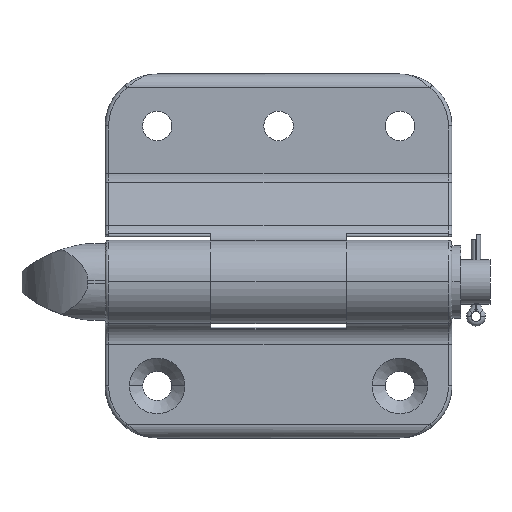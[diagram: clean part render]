
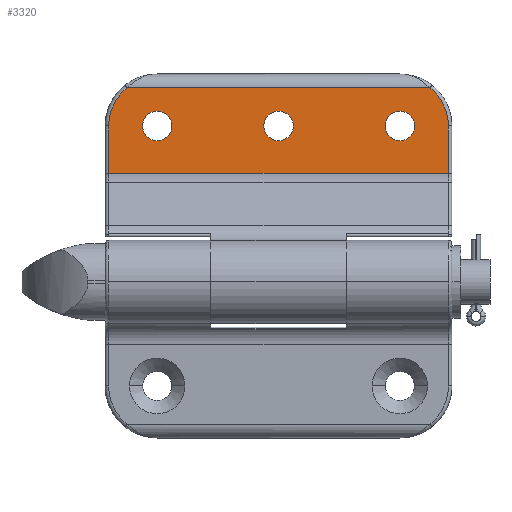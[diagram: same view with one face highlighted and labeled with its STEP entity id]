
A CAD part, top view. The second image highlights one B-rep face of the part: STEP entity #3320.
In plain terms, the highlighted planar face has unit normal (0, 0, 1).
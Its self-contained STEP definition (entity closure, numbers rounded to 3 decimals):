
#65 = LINE ( 'NONE', #136, #2159 ) ;
#136 = CARTESIAN_POINT ( 'NONE',  ( -50., 31.317, -7. ) ) ;
#171 = AXIS2_PLACEMENT_3D ( 'NONE', #2814, #446, #3591 ) ;
#178 = PLANE ( 'NONE',  #3324 ) ;
#189 = ORIENTED_EDGE ( 'NONE', *, *, #3872, .T. ) ;
#204 = DIRECTION ( 'NONE',  ( 0., 0., -1. ) ) ;
#331 = CARTESIAN_POINT ( 'NONE',  ( -39.25, 45., -7. ) ) ;
#354 = DIRECTION ( 'NONE',  ( 0., -1., 0. ) ) ;
#365 = CARTESIAN_POINT ( 'NONE',  ( -49., 45., -7. ) ) ;
#446 = DIRECTION ( 'NONE',  ( 0., 0., -1. ) ) ;
#457 = DIRECTION ( 'NONE',  ( 0., -1., 0. ) ) ;
#464 = DIRECTION ( 'NONE',  ( 0., -1., 0. ) ) ;
#706 = ORIENTED_EDGE ( 'NONE', *, *, #5225, .T. ) ;
#740 = CIRCLE ( 'NONE', #1218, 4.25 ) ;
#742 = LINE ( 'NONE', #5120, #2568 ) ;
#799 = CARTESIAN_POINT ( 'NONE',  ( -4.25, 45., -7. ) ) ;
#983 = EDGE_CURVE ( 'NONE', #3373, #1212, #740, .T. ) ;
#1030 = DIRECTION ( 'NONE',  ( 0., 0., 1. ) ) ;
#1036 = DIRECTION ( 'NONE',  ( 0., 0., -1. ) ) ;
#1039 = AXIS2_PLACEMENT_3D ( 'NONE', #2455, #5381, #354 ) ;
#1072 = CIRCLE ( 'NONE', #5304, 4.25 ) ;
#1094 = VERTEX_POINT ( 'NONE', #1436 ) ;
#1107 = DIRECTION ( 'NONE',  ( 0., -1., 0. ) ) ;
#1151 = DIRECTION ( 'NONE',  ( 1., 0., 0. ) ) ;
#1195 = VERTEX_POINT ( 'NONE', #331 ) ;
#1212 = VERTEX_POINT ( 'NONE', #2021 ) ;
#1218 = AXIS2_PLACEMENT_3D ( 'NONE', #5157, #2975, #1314 ) ;
#1314 = DIRECTION ( 'NONE',  ( 0., -1., 0. ) ) ;
#1327 = CARTESIAN_POINT ( 'NONE',  ( -50., 56., -7. ) ) ;
#1402 = VERTEX_POINT ( 'NONE', #5464 ) ;
#1413 = CIRCLE ( 'NONE', #4406, 4.25 ) ;
#1436 = CARTESIAN_POINT ( 'NONE',  ( 39.25, 45., -7. ) ) ;
#1494 = VERTEX_POINT ( 'NONE', #3239 ) ;
#1527 = ORIENTED_EDGE ( 'NONE', *, *, #5347, .T. ) ;
#1614 = VECTOR ( 'NONE', #1151, 1000. ) ;
#1677 = DIRECTION ( 'NONE',  ( 0., 0., -1. ) ) ;
#1705 = EDGE_LOOP ( 'NONE', ( #4525, #3231, #5341, #4913, #1527, #3613 ) ) ;
#1710 = CARTESIAN_POINT ( 'NONE',  ( -50., 56., -7. ) ) ;
#1725 = VERTEX_POINT ( 'NONE', #2025 ) ;
#1774 = AXIS2_PLACEMENT_3D ( 'NONE', #5033, #3879, #3312 ) ;
#1868 = DIRECTION ( 'NONE',  ( 0., 0., 1. ) ) ;
#1969 = EDGE_CURVE ( 'NONE', #1094, #4734, #4541, .T. ) ;
#1973 = DIRECTION ( 'NONE',  ( 0., -1., 0. ) ) ;
#2012 = EDGE_CURVE ( 'NONE', #1725, #4209, #65, .T. ) ;
#2021 = CARTESIAN_POINT ( 'NONE',  ( 4.25, 45., -7. ) ) ;
#2025 = CARTESIAN_POINT ( 'NONE',  ( -49., 31.317, -7. ) ) ;
#2029 = EDGE_CURVE ( 'NONE', #2911, #5530, #4076, .T. ) ;
#2091 = CARTESIAN_POINT ( 'NONE',  ( 49., 45., -7. ) ) ;
#2159 = VECTOR ( 'NONE', #4242, 1000. ) ;
#2208 = CARTESIAN_POINT ( 'NONE',  ( 35., 45., -7. ) ) ;
#2309 = CIRCLE ( 'NONE', #4836, 4.25 ) ;
#2315 = FACE_OUTER_BOUND ( 'NONE', #1705, .T. ) ;
#2419 = DIRECTION ( 'NONE',  ( 0., -1., 0. ) ) ;
#2441 = CARTESIAN_POINT ( 'NONE',  ( -35., 45., -7. ) ) ;
#2455 = CARTESIAN_POINT ( 'NONE',  ( -35., 45., -7. ) ) ;
#2568 = VECTOR ( 'NONE', #4550, 1000. ) ;
#2659 = EDGE_CURVE ( 'NONE', #5530, #1725, #5264, .T. ) ;
#2682 = ORIENTED_EDGE ( 'NONE', *, *, #1969, .T. ) ;
#2806 = LINE ( 'NONE', #1710, #1614 ) ;
#2814 = CARTESIAN_POINT ( 'NONE',  ( 35., 45., -7. ) ) ;
#2911 = VERTEX_POINT ( 'NONE', #4622 ) ;
#2975 = DIRECTION ( 'NONE',  ( 0., 0., -1. ) ) ;
#3086 = ORIENTED_EDGE ( 'NONE', *, *, #983, .T. ) ;
#3231 = ORIENTED_EDGE ( 'NONE', *, *, #2029, .T. ) ;
#3239 = CARTESIAN_POINT ( 'NONE',  ( -30.75, 45., -7. ) ) ;
#3270 = CARTESIAN_POINT ( 'NONE',  ( 35., 45., -7. ) ) ;
#3296 = AXIS2_PLACEMENT_3D ( 'NONE', #3270, #1030, #457 ) ;
#3299 = EDGE_LOOP ( 'NONE', ( #4842, #189 ) ) ;
#3312 = DIRECTION ( 'NONE',  ( 0., -1., 0. ) ) ;
#3320 = ADVANCED_FACE ( 'NONE', ( #2315, #3462, #3896, #4197 ), #178, .T. ) ;
#3324 = AXIS2_PLACEMENT_3D ( 'NONE', #1327, #1868, #2419 ) ;
#3373 = VERTEX_POINT ( 'NONE', #799 ) ;
#3462 = FACE_BOUND ( 'NONE', #3498, .T. ) ;
#3498 = EDGE_LOOP ( 'NONE', ( #3086, #4440 ) ) ;
#3591 = DIRECTION ( 'NONE',  ( 0., -1., 0. ) ) ;
#3613 = ORIENTED_EDGE ( 'NONE', *, *, #5371, .T. ) ;
#3872 = EDGE_CURVE ( 'NONE', #1494, #1195, #1413, .T. ) ;
#3879 = DIRECTION ( 'NONE',  ( 0., 0., -1. ) ) ;
#3896 = FACE_BOUND ( 'NONE', #3299, .T. ) ;
#4076 = CIRCLE ( 'NONE', #1039, 14. ) ;
#4087 = CARTESIAN_POINT ( 'NONE',  ( 30.75, 45., -7. ) ) ;
#4150 = EDGE_CURVE ( 'NONE', #1195, #1494, #4800, .T. ) ;
#4195 = CARTESIAN_POINT ( 'NONE',  ( 49., 31.317, -7. ) ) ;
#4197 = FACE_BOUND ( 'NONE', #5317, .T. ) ;
#4209 = VERTEX_POINT ( 'NONE', #4195 ) ;
#4242 = DIRECTION ( 'NONE',  ( 1., 0., 0. ) ) ;
#4406 = AXIS2_PLACEMENT_3D ( 'NONE', #2441, #204, #5158 ) ;
#4424 = CARTESIAN_POINT ( 'NONE',  ( 0., 45., -7. ) ) ;
#4440 = ORIENTED_EDGE ( 'NONE', *, *, #4931, .T. ) ;
#4450 = CIRCLE ( 'NONE', #3296, 14. ) ;
#4525 = ORIENTED_EDGE ( 'NONE', *, *, #4789, .F. ) ;
#4541 = CIRCLE ( 'NONE', #171, 4.25 ) ;
#4550 = DIRECTION ( 'NONE',  ( 0., 1., 0. ) ) ;
#4622 = CARTESIAN_POINT ( 'NONE',  ( -43.66, 56., -7. ) ) ;
#4734 = VERTEX_POINT ( 'NONE', #4087 ) ;
#4789 = EDGE_CURVE ( 'NONE', #2911, #1402, #2806, .T. ) ;
#4800 = CIRCLE ( 'NONE', #1774, 4.25 ) ;
#4836 = AXIS2_PLACEMENT_3D ( 'NONE', #2208, #1677, #1107 ) ;
#4842 = ORIENTED_EDGE ( 'NONE', *, *, #4150, .T. ) ;
#4913 = ORIENTED_EDGE ( 'NONE', *, *, #2012, .T. ) ;
#4931 = EDGE_CURVE ( 'NONE', #1212, #3373, #1072, .T. ) ;
#5033 = CARTESIAN_POINT ( 'NONE',  ( -35., 45., -7. ) ) ;
#5043 = CARTESIAN_POINT ( 'NONE',  ( -49., 56., -7. ) ) ;
#5120 = CARTESIAN_POINT ( 'NONE',  ( 49., 45., -7. ) ) ;
#5157 = CARTESIAN_POINT ( 'NONE',  ( 0., 45., -7. ) ) ;
#5158 = DIRECTION ( 'NONE',  ( 0., -1., 0. ) ) ;
#5225 = EDGE_CURVE ( 'NONE', #4734, #1094, #2309, .T. ) ;
#5240 = VECTOR ( 'NONE', #1973, 1000. ) ;
#5242 = VERTEX_POINT ( 'NONE', #2091 ) ;
#5264 = LINE ( 'NONE', #5043, #5240 ) ;
#5304 = AXIS2_PLACEMENT_3D ( 'NONE', #4424, #1036, #464 ) ;
#5317 = EDGE_LOOP ( 'NONE', ( #706, #2682 ) ) ;
#5341 = ORIENTED_EDGE ( 'NONE', *, *, #2659, .T. ) ;
#5347 = EDGE_CURVE ( 'NONE', #4209, #5242, #742, .T. ) ;
#5371 = EDGE_CURVE ( 'NONE', #5242, #1402, #4450, .T. ) ;
#5381 = DIRECTION ( 'NONE',  ( 0., 0., 1. ) ) ;
#5464 = CARTESIAN_POINT ( 'NONE',  ( 43.66, 56., -7. ) ) ;
#5530 = VERTEX_POINT ( 'NONE', #365 ) ;
